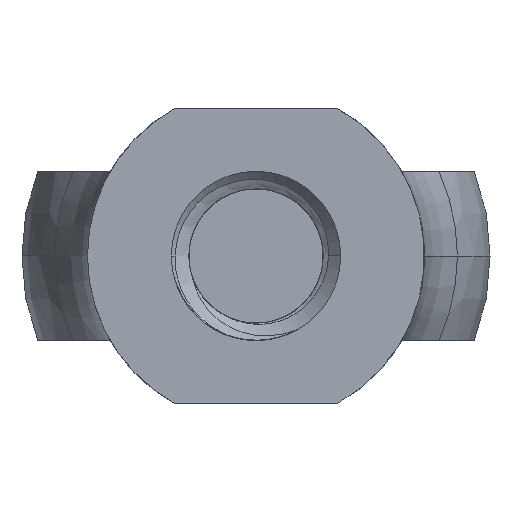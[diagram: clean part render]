
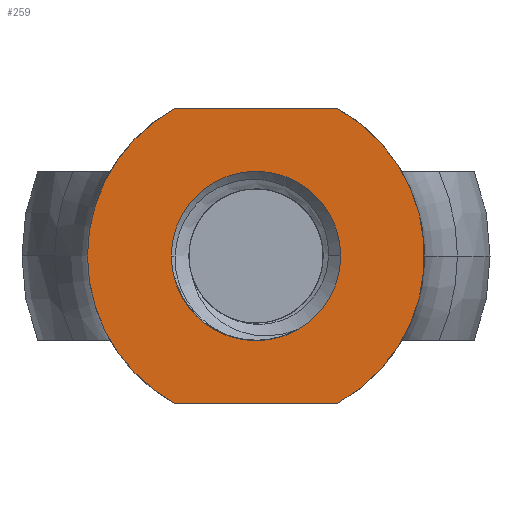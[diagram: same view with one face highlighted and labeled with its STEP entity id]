
A CAD part, front view. The second image highlights one B-rep face of the part: STEP entity #259.
In plain terms, the highlighted planar face has unit normal (0, -1, 0).
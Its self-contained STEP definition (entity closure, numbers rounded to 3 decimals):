
#3 = ORIENTED_EDGE ( 'NONE', *, *, #277, .F. ) ;
#259 = ADVANCED_FACE ( 'NONE', ( #1906, #1900 ), #1899, .F. ) ;
#260 = EDGE_LOOP ( 'NONE', ( #261, #3 ) ) ;
#261 = ORIENTED_EDGE ( 'NONE', *, *, #262, .F. ) ;
#262 = EDGE_CURVE ( 'NONE', #278, #387, #1898, .T. ) ;
#266 = EDGE_CURVE ( 'NONE', #267, #268, #1790, .T. ) ;
#267 = VERTEX_POINT ( 'NONE', #1785 ) ;
#268 = VERTEX_POINT ( 'NONE', #1784 ) ;
#277 = EDGE_CURVE ( 'NONE', #387, #278, #1963, .T. ) ;
#278 = VERTEX_POINT ( 'NONE', #1958 ) ;
#387 = VERTEX_POINT ( 'NONE', #2379 ) ;
#699 = EDGE_LOOP ( 'NONE', ( #700, #819, #822, #825, #827 ) ) ;
#700 = ORIENTED_EDGE ( 'NONE', *, *, #701, .T. ) ;
#701 = EDGE_CURVE ( 'NONE', #267, #818, #7679, .T. ) ;
#818 = VERTEX_POINT ( 'NONE', #7209 ) ;
#819 = ORIENTED_EDGE ( 'NONE', *, *, #820, .F. ) ;
#820 = EDGE_CURVE ( 'NONE', #821, #818, #7477, .T. ) ;
#821 = VERTEX_POINT ( 'NONE', #7472 ) ;
#822 = ORIENTED_EDGE ( 'NONE', *, *, #823, .T. ) ;
#823 = EDGE_CURVE ( 'NONE', #821, #824, #7471, .T. ) ;
#824 = VERTEX_POINT ( 'NONE', #7467 ) ;
#825 = ORIENTED_EDGE ( 'NONE', *, *, #826, .F. ) ;
#826 = EDGE_CURVE ( 'NONE', #268, #824, #7466, .T. ) ;
#827 = ORIENTED_EDGE ( 'NONE', *, *, #266, .F. ) ;
#1784 = CARTESIAN_POINT ( 'NONE',  ( -8., -17., 0. ) ) ;
#1785 = CARTESIAN_POINT ( 'NONE',  ( -3.873, -17., -7. ) ) ;
#1786 = DIRECTION ( 'NONE',  ( -1., 0., 0. ) ) ;
#1787 = DIRECTION ( 'NONE',  ( 0., 1., 0. ) ) ;
#1788 = CARTESIAN_POINT ( 'NONE',  ( 0., -17., 0. ) ) ;
#1789 = AXIS2_PLACEMENT_3D ( 'NONE', #1788, #1787, #1786 ) ;
#1790 = CIRCLE ( 'NONE', #1789, 8. ) ;
#1890 = DIRECTION ( 'NONE',  ( 1., 0., 0. ) ) ;
#1891 = DIRECTION ( 'NONE',  ( 0., -1., 0. ) ) ;
#1892 = CARTESIAN_POINT ( 'NONE',  ( 0., -17., 0. ) ) ;
#1893 = AXIS2_PLACEMENT_3D ( 'NONE', #1892, #1891, #1890 ) ;
#1894 = DIRECTION ( 'NONE',  ( -1., 0., 0. ) ) ;
#1895 = DIRECTION ( 'NONE',  ( 0., 1., 0. ) ) ;
#1896 = CARTESIAN_POINT ( 'NONE',  ( 8., -17., 0. ) ) ;
#1897 = AXIS2_PLACEMENT_3D ( 'NONE', #1896, #1895, #1894 ) ;
#1898 = CIRCLE ( 'NONE', #1893, 4.025 ) ;
#1899 = PLANE ( 'NONE',  #1897 ) ;
#1900 = FACE_OUTER_BOUND ( 'NONE', #699, .T. ) ;
#1906 = FACE_BOUND ( 'NONE', #260, .T. ) ;
#1958 = CARTESIAN_POINT ( 'NONE',  ( 4.025, -17., 0. ) ) ;
#1959 = DIRECTION ( 'NONE',  ( 1., 0., 0. ) ) ;
#1960 = DIRECTION ( 'NONE',  ( 0., -1., 0. ) ) ;
#1961 = CARTESIAN_POINT ( 'NONE',  ( 0., -17., 0. ) ) ;
#1962 = AXIS2_PLACEMENT_3D ( 'NONE', #1961, #1960, #1959 ) ;
#1963 = CIRCLE ( 'NONE', #1962, 4.025 ) ;
#2379 = CARTESIAN_POINT ( 'NONE',  ( -4.025, -17., 0. ) ) ;
#7209 = CARTESIAN_POINT ( 'NONE',  ( 3.873, -17., -7. ) ) ;
#7462 = DIRECTION ( 'NONE',  ( -1., 0., 0. ) ) ;
#7463 = DIRECTION ( 'NONE',  ( 0., 1., 0. ) ) ;
#7464 = CARTESIAN_POINT ( 'NONE',  ( 0., -17., 0. ) ) ;
#7465 = AXIS2_PLACEMENT_3D ( 'NONE', #7464, #7463, #7462 ) ;
#7466 = CIRCLE ( 'NONE', #7465, 8. ) ;
#7467 = CARTESIAN_POINT ( 'NONE',  ( -3.873, -17., 7. ) ) ;
#7468 = DIRECTION ( 'NONE',  ( -1., 0., 0. ) ) ;
#7469 = VECTOR ( 'NONE', #7468, 1000. ) ;
#7470 = CARTESIAN_POINT ( 'NONE',  ( -7., -17., 7. ) ) ;
#7471 = LINE ( 'NONE', #7470, #7469 ) ;
#7472 = CARTESIAN_POINT ( 'NONE',  ( 3.873, -17., 7. ) ) ;
#7473 = DIRECTION ( 'NONE',  ( -1., 0., 0. ) ) ;
#7474 = DIRECTION ( 'NONE',  ( 0., 1., 0. ) ) ;
#7475 = CARTESIAN_POINT ( 'NONE',  ( 0., -17., 0. ) ) ;
#7476 = AXIS2_PLACEMENT_3D ( 'NONE', #7475, #7474, #7473 ) ;
#7477 = CIRCLE ( 'NONE', #7476, 8. ) ;
#7676 = DIRECTION ( 'NONE',  ( 1., 0., 0. ) ) ;
#7677 = VECTOR ( 'NONE', #7676, 1000. ) ;
#7678 = CARTESIAN_POINT ( 'NONE',  ( -7., -17., -7. ) ) ;
#7679 = LINE ( 'NONE', #7678, #7677 ) ;
